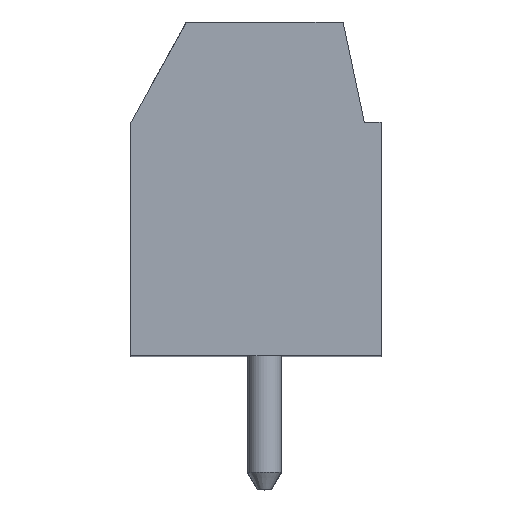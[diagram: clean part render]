
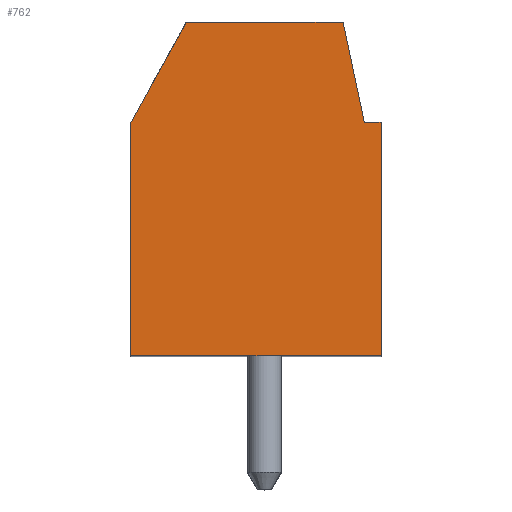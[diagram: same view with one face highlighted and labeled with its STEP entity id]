
A CAD part, top view. The second image highlights one B-rep face of the part: STEP entity #762.
In plain terms, the highlighted planar face has unit normal (0, 0, 1).
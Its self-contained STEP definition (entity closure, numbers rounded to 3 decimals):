
#762 = ADVANCED_FACE( '', ( #1572 ), #1573, .T. );
#1572 = FACE_OUTER_BOUND( '', #2429, .T. );
#1573 = PLANE( '', #2430 );
#2429 = EDGE_LOOP( '', ( #4578, #4579, #4580, #4581, #4582, #4583, #4584 ) );
#2430 = AXIS2_PLACEMENT_3D( '', #4585, #4586, #4587 );
#4578 = ORIENTED_EDGE( '', *, *, #6193, .F. );
#4579 = ORIENTED_EDGE( '', *, *, #6194, .F. );
#4580 = ORIENTED_EDGE( '', *, *, #6100, .T. );
#4581 = ORIENTED_EDGE( '', *, *, #6195, .F. );
#4582 = ORIENTED_EDGE( '', *, *, #6196, .T. );
#4583 = ORIENTED_EDGE( '', *, *, #5766, .F. );
#4584 = ORIENTED_EDGE( '', *, *, #6197, .F. );
#4585 = CARTESIAN_POINT( '', ( -7.5, 0., 0. ) );
#4586 = DIRECTION( '', ( 0., 0., 1. ) );
#4587 = DIRECTION( '', ( 1., 0., 0. ) );
#5766 = EDGE_CURVE( '', #7146, #7148, #7149, .T. );
#6100 = EDGE_CURVE( '', #7623, #7628, #7630, .T. );
#6193 = EDGE_CURVE( '', #7751, #7752, #7753, .T. );
#6194 = EDGE_CURVE( '', #7623, #7751, #7754, .T. );
#6195 = EDGE_CURVE( '', #7755, #7628, #7756, .T. );
#6196 = EDGE_CURVE( '', #7755, #7148, #7757, .T. );
#6197 = EDGE_CURVE( '', #7752, #7146, #7758, .T. );
#7146 = VERTEX_POINT( '', #9041 );
#7148 = VERTEX_POINT( '', #9044 );
#7149 = LINE( '', #9045, #9046 );
#7623 = VERTEX_POINT( '', #9738 );
#7628 = VERTEX_POINT( '', #9746 );
#7630 = LINE( '', #9749, #9750 );
#7751 = VERTEX_POINT( '', #9927 );
#7752 = VERTEX_POINT( '', #9928 );
#7753 = LINE( '', #9929, #9930 );
#7754 = LINE( '', #9931, #9932 );
#7755 = VERTEX_POINT( '', #9933 );
#7756 = LINE( '', #9934, #9935 );
#7757 = LINE( '', #9936, #9937 );
#7758 = LINE( '', #9938, #9939 );
#9041 = CARTESIAN_POINT( '', ( -5.837, 10., 0. ) );
#9044 = CARTESIAN_POINT( '', ( -1.138, 10., 0. ) );
#9045 = CARTESIAN_POINT( '', ( -7.5, 10., 0. ) );
#9046 = VECTOR( '', #10635, 1000. );
#9738 = CARTESIAN_POINT( '', ( 0., 0., 0. ) );
#9746 = CARTESIAN_POINT( '', ( 0., 7., 0. ) );
#9749 = CARTESIAN_POINT( '', ( 0., 0., 0. ) );
#9750 = VECTOR( '', #10966, 1000. );
#9927 = CARTESIAN_POINT( '', ( -7.5, 0., 0. ) );
#9928 = CARTESIAN_POINT( '', ( -7.5, 7., 0. ) );
#9929 = CARTESIAN_POINT( '', ( -7.5, 0., 0. ) );
#9930 = VECTOR( '', #11038, 1000. );
#9931 = CARTESIAN_POINT( '', ( -7.5, 0., 0. ) );
#9932 = VECTOR( '', #11039, 1000. );
#9933 = CARTESIAN_POINT( '', ( -0.5, 7., 0. ) );
#9934 = CARTESIAN_POINT( '', ( -7.5, 7., 0. ) );
#9935 = VECTOR( '', #11040, 1000. );
#9936 = CARTESIAN_POINT( '', ( -0.5, 7., 0. ) );
#9937 = VECTOR( '', #11041, 1000. );
#9938 = CARTESIAN_POINT( '', ( -7.5, 7., 0. ) );
#9939 = VECTOR( '', #11042, 1000. );
#10635 = DIRECTION( '', ( 1., 0., 0. ) );
#10966 = DIRECTION( '', ( 0., 1., 0. ) );
#11038 = DIRECTION( '', ( 0., 1., 0. ) );
#11039 = DIRECTION( '', ( -1., 0., 0. ) );
#11040 = DIRECTION( '', ( 1., 0., 0. ) );
#11041 = DIRECTION( '', ( -0.208, 0.978, 0. ) );
#11042 = DIRECTION( '', ( 0.485, 0.875, 0. ) );
